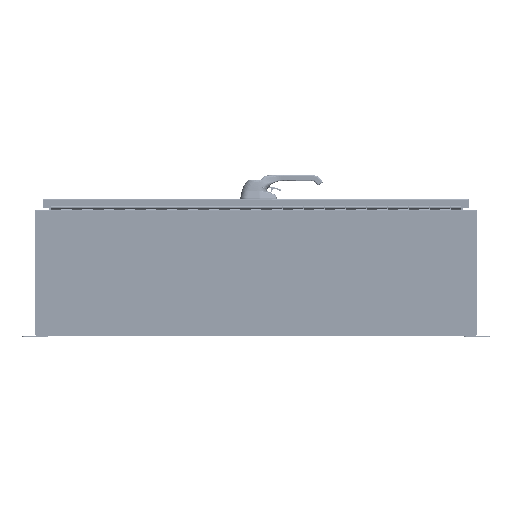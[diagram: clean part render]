
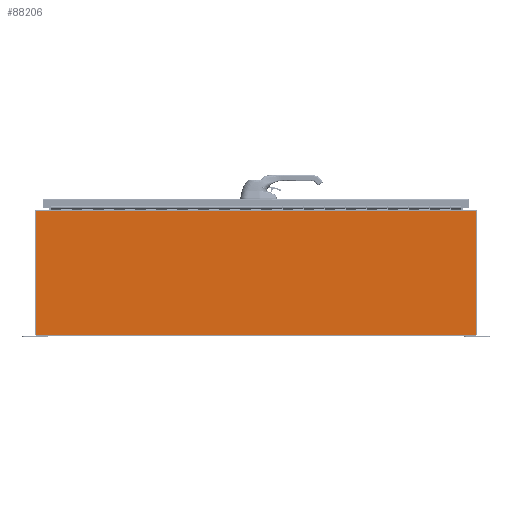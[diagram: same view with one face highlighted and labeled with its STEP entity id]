
A CAD part, left-side view. The second image highlights one B-rep face of the part: STEP entity #88206.
In plain terms, the highlighted face is planar.
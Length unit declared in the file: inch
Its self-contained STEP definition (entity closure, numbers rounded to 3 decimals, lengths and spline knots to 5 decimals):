
#7170 = VECTOR ( 'NONE', #58677, 39.37008 ) ;
#18926 = CARTESIAN_POINT ( 'NONE',  ( 5.89475, -20.926, 0.074 ) ) ;
#20572 = VECTOR ( 'NONE', #121446, 39.37008 ) ;
#21074 = LINE ( 'NONE', #63782, #85968 ) ;
#22432 = AXIS2_PLACEMENT_3D ( 'NONE', #137004, #59190, #149894 ) ;
#22511 = ORIENTED_EDGE ( 'NONE', *, *, #42066, .F. ) ;
#42066 = EDGE_CURVE ( 'NONE', #100027, #106809, #109583, .T. ) ;
#47433 = ORIENTED_EDGE ( 'NONE', *, *, #87987, .F. ) ;
#51282 = EDGE_LOOP ( 'NONE', ( #101784, #152460, #22511, #47433 ) ) ;
#54969 = LINE ( 'NONE', #56174, #20572 ) ;
#56174 = CARTESIAN_POINT ( 'NONE',  ( 5.89475, -10.463, 0.074 ) ) ;
#58076 = CARTESIAN_POINT ( 'NONE',  ( -5.926, 20.926, 0.074 ) ) ;
#58677 = DIRECTION ( 'NONE',  ( 1., 0., 0. ) ) ;
#58807 = VECTOR ( 'NONE', #161487, 39.37008 ) ;
#59190 = DIRECTION ( 'NONE',  ( 0., 0., 1. ) ) ;
#63782 = CARTESIAN_POINT ( 'NONE',  ( 5.926, -20.926, 0.074 ) ) ;
#64737 = EDGE_CURVE ( 'NONE', #106809, #165010, #141148, .T. ) ;
#69428 = FACE_OUTER_BOUND ( 'NONE', #51282, .T. ) ;
#79711 = DIRECTION ( 'NONE',  ( -1., 0., 0. ) ) ;
#81846 = CARTESIAN_POINT ( 'NONE',  ( -5.926, 20.926, 0.074 ) ) ;
#84724 = PLANE ( 'NONE',  #22432 ) ;
#85968 = VECTOR ( 'NONE', #79711, 39.37008 ) ;
#87987 = EDGE_CURVE ( 'NONE', #118150, #100027, #21074, .T. ) ;
#88206 = ADVANCED_FACE ( 'NONE', ( #69428 ), #84724, .T. ) ;
#100027 = VERTEX_POINT ( 'NONE', #152715 ) ;
#101784 = ORIENTED_EDGE ( 'NONE', *, *, #104110, .T. ) ;
#104110 = EDGE_CURVE ( 'NONE', #118150, #165010, #54969, .T. ) ;
#106809 = VERTEX_POINT ( 'NONE', #81846 ) ;
#109583 = LINE ( 'NONE', #161456, #58807 ) ;
#110755 = CARTESIAN_POINT ( 'NONE',  ( 5.89475, 20.926, 0.074 ) ) ;
#118150 = VERTEX_POINT ( 'NONE', #18926 ) ;
#121446 = DIRECTION ( 'NONE',  ( 0., 1., 0. ) ) ;
#137004 = CARTESIAN_POINT ( 'NONE',  ( 0., 0., 0.074 ) ) ;
#141148 = LINE ( 'NONE', #58076, #7170 ) ;
#149894 = DIRECTION ( 'NONE',  ( 1., 0., 0. ) ) ;
#152460 = ORIENTED_EDGE ( 'NONE', *, *, #64737, .F. ) ;
#152715 = CARTESIAN_POINT ( 'NONE',  ( -5.926, -20.926, 0.074 ) ) ;
#161456 = CARTESIAN_POINT ( 'NONE',  ( -5.926, -20.926, 0.074 ) ) ;
#161487 = DIRECTION ( 'NONE',  ( 0., 1., 0. ) ) ;
#165010 = VERTEX_POINT ( 'NONE', #110755 ) ;
